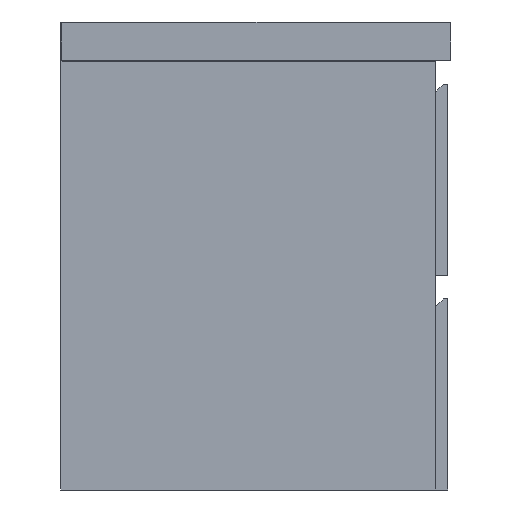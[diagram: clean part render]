
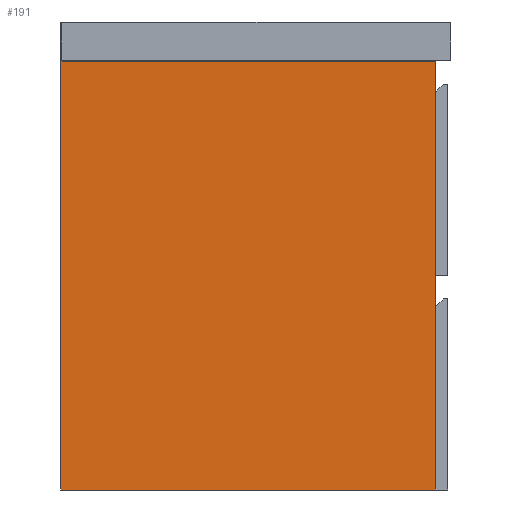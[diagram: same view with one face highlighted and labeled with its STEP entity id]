
A CAD part, left-side view. The second image highlights one B-rep face of the part: STEP entity #191.
In plain terms, the highlighted planar face has unit normal (-1, 0, 0).
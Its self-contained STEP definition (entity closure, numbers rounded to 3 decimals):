
#191=ADVANCED_FACE('',(#249),#904,.T.);
#249=FACE_OUTER_BOUND('',#307,.T.);
#307=EDGE_LOOP('',(#447,#448,#449,#450));
#447=ORIENTED_EDGE('',*,*,#644,.F.);
#448=ORIENTED_EDGE('',*,*,#631,.T.);
#449=ORIENTED_EDGE('',*,*,#642,.T.);
#450=ORIENTED_EDGE('',*,*,#643,.F.);
#631=EDGE_CURVE('',#840,#839,#752,.T.);
#642=EDGE_CURVE('',#839,#847,#763,.T.);
#643=EDGE_CURVE('',#848,#847,#764,.T.);
#644=EDGE_CURVE('',#840,#848,#765,.T.);
#752=B_SPLINE_CURVE_WITH_KNOTS('',1,(#1354,#1355),.UNSPECIFIED.,.F.,.F.,
(2,2),(-550.,0.),.UNSPECIFIED.);
#763=B_SPLINE_CURVE_WITH_KNOTS('',1,(#1376,#1377),.UNSPECIFIED.,.F.,.F.,
(2,2),(-480.,0.),.UNSPECIFIED.);
#764=B_SPLINE_CURVE_WITH_KNOTS('',1,(#1378,#1379),.UNSPECIFIED.,.F.,.F.,
(2,2),(-550.,0.),.UNSPECIFIED.);
#765=B_SPLINE_CURVE_WITH_KNOTS('',1,(#1380,#1381),.UNSPECIFIED.,.F.,.F.,
(2,2),(-480.,0.),.UNSPECIFIED.);
#839=VERTEX_POINT('',#1334);
#840=VERTEX_POINT('',#1335);
#847=VERTEX_POINT('',#1342);
#848=VERTEX_POINT('',#1343);
#904=PLANE('',#1068);
#1068=AXIS2_PLACEMENT_3D('',#1323,#1137,$);
#1137=DIRECTION('',(-1.,0.,0.));
#1323=CARTESIAN_POINT('',(-444.,-330.,528.));
#1334=CARTESIAN_POINT('',(-444.,275.,480.));
#1335=CARTESIAN_POINT('',(-444.,-275.,480.));
#1342=CARTESIAN_POINT('',(-444.,275.,0.));
#1343=CARTESIAN_POINT('',(-444.,-275.,0.));
#1354=CARTESIAN_POINT('',(-444.,-275.,480.));
#1355=CARTESIAN_POINT('',(-444.,275.,480.));
#1376=CARTESIAN_POINT('',(-444.,275.,480.));
#1377=CARTESIAN_POINT('',(-444.,275.,0.));
#1378=CARTESIAN_POINT('',(-444.,-275.,0.));
#1379=CARTESIAN_POINT('',(-444.,275.,0.));
#1380=CARTESIAN_POINT('',(-444.,-275.,480.));
#1381=CARTESIAN_POINT('',(-444.,-275.,0.));
